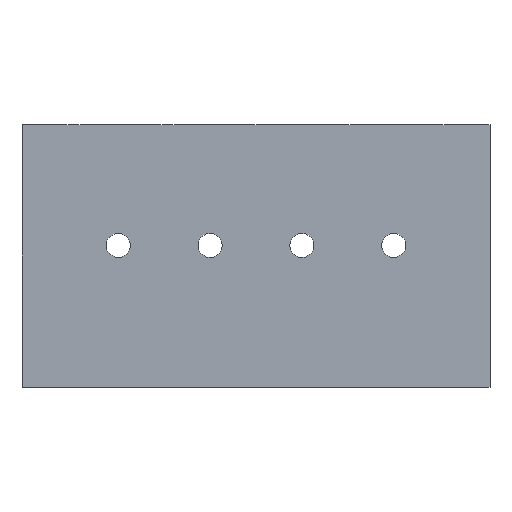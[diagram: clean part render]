
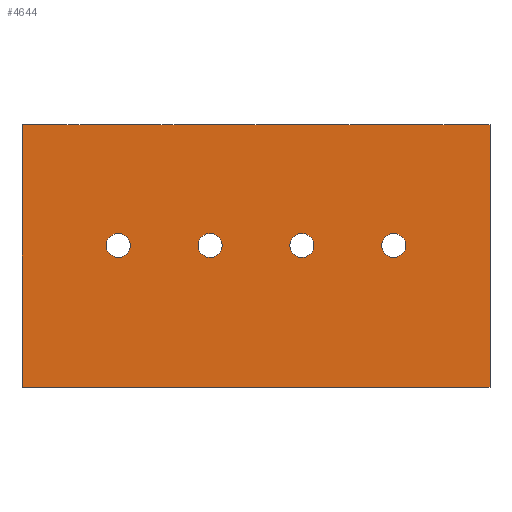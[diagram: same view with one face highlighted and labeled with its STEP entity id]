
A CAD part, front view. The second image highlights one B-rep face of the part: STEP entity #4644.
In plain terms, the highlighted planar face has unit normal (0, -1, 0).
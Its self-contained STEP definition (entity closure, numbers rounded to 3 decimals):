
#108 = DIRECTION ( 'NONE',  ( 0., 0., 1. ) ) ;
#112 = CIRCLE ( 'NONE', #2730, 1. ) ;
#116 = LINE ( 'NONE', #2417, #3083 ) ;
#170 = CIRCLE ( 'NONE', #4443, 1. ) ;
#192 = EDGE_LOOP ( 'NONE', ( #3090, #3825 ) ) ;
#222 = CIRCLE ( 'NONE', #3845, 1. ) ;
#260 = CARTESIAN_POINT ( 'NONE',  ( 14.215, 0., -10. ) ) ;
#297 = FACE_BOUND ( 'NONE', #5179, .T. ) ;
#454 = VERTEX_POINT ( 'NONE', #3210 ) ;
#503 = EDGE_CURVE ( 'NONE', #6086, #6011, #1468, .T. ) ;
#517 = EDGE_CURVE ( 'NONE', #3337, #2391, #222, .T. ) ;
#551 = ORIENTED_EDGE ( 'NONE', *, *, #5712, .F. ) ;
#656 = CARTESIAN_POINT ( 'NONE',  ( 29.455, 0., -10. ) ) ;
#691 = DIRECTION ( 'NONE',  ( 0., 0., 1. ) ) ;
#793 = DIRECTION ( 'NONE',  ( 0., 0., 1. ) ) ;
#842 = CARTESIAN_POINT ( 'NONE',  ( 14.215, 0., -11. ) ) ;
#873 = CIRCLE ( 'NONE', #4513, 1. ) ;
#1162 = VERTEX_POINT ( 'NONE', #6450 ) ;
#1166 = CARTESIAN_POINT ( 'NONE',  ( 36.05, 0., -21.75 ) ) ;
#1178 = DIRECTION ( 'NONE',  ( 0., 0., 1. ) ) ;
#1274 = LINE ( 'NONE', #6106, #2345 ) ;
#1288 = VECTOR ( 'NONE', #3120, 1000. ) ;
#1293 = CARTESIAN_POINT ( 'NONE',  ( 29.455, 0., -9. ) ) ;
#1298 = EDGE_CURVE ( 'NONE', #5513, #1162, #3214, .T. ) ;
#1340 = EDGE_CURVE ( 'NONE', #3385, #5305, #3057, .T. ) ;
#1379 = FACE_OUTER_BOUND ( 'NONE', #6808, .T. ) ;
#1384 = CARTESIAN_POINT ( 'NONE',  ( 21.835, 0., -9. ) ) ;
#1385 = DIRECTION ( 'NONE',  ( 0., 0., 1. ) ) ;
#1411 = DIRECTION ( 'NONE',  ( 0., 0., -1. ) ) ;
#1441 = CARTESIAN_POINT ( 'NONE',  ( 14.215, 0., -9. ) ) ;
#1468 = CIRCLE ( 'NONE', #2781, 1. ) ;
#1698 = ORIENTED_EDGE ( 'NONE', *, *, #4627, .F. ) ;
#1725 = EDGE_LOOP ( 'NONE', ( #4353, #4007 ) ) ;
#1732 = DIRECTION ( 'NONE',  ( 0., 0., 1. ) ) ;
#1806 = DIRECTION ( 'NONE',  ( 0., -1., 0. ) ) ;
#1907 = EDGE_CURVE ( 'NONE', #5183, #454, #3907, .T. ) ;
#1960 = ORIENTED_EDGE ( 'NONE', *, *, #517, .F. ) ;
#2210 = VERTEX_POINT ( 'NONE', #5893 ) ;
#2271 = DIRECTION ( 'NONE',  ( 0., 0., 1. ) ) ;
#2301 = CARTESIAN_POINT ( 'NONE',  ( 37.445, 0., -21.75 ) ) ;
#2319 = DIRECTION ( 'NONE',  ( 0., -1., 0. ) ) ;
#2345 = VECTOR ( 'NONE', #1411, 1000. ) ;
#2359 = CARTESIAN_POINT ( 'NONE',  ( 29.455, 0., -10. ) ) ;
#2391 = VERTEX_POINT ( 'NONE', #4757 ) ;
#2417 = CARTESIAN_POINT ( 'NONE',  ( -1.395, 0., -21.75 ) ) ;
#2449 = ORIENTED_EDGE ( 'NONE', *, *, #4284, .T. ) ;
#2452 = VECTOR ( 'NONE', #5842, 1000. ) ;
#2681 = EDGE_LOOP ( 'NONE', ( #5402, #6066 ) ) ;
#2730 = AXIS2_PLACEMENT_3D ( 'NONE', #260, #3931, #793 ) ;
#2745 = FACE_BOUND ( 'NONE', #192, .T. ) ;
#2781 = AXIS2_PLACEMENT_3D ( 'NONE', #3841, #3554, #1732 ) ;
#2923 = PLANE ( 'NONE',  #5122 ) ;
#3057 = CIRCLE ( 'NONE', #4289, 1. ) ;
#3083 = VECTOR ( 'NONE', #6083, 1000. ) ;
#3090 = ORIENTED_EDGE ( 'NONE', *, *, #5156, .F. ) ;
#3120 = DIRECTION ( 'NONE',  ( -1., 0., 0. ) ) ;
#3210 = CARTESIAN_POINT ( 'NONE',  ( -1.395, 0., -21.75 ) ) ;
#3214 = CIRCLE ( 'NONE', #3934, 1. ) ;
#3257 = DIRECTION ( 'NONE',  ( 0., -1., 0. ) ) ;
#3305 = CARTESIAN_POINT ( 'NONE',  ( 6.595, 0., -10. ) ) ;
#3337 = VERTEX_POINT ( 'NONE', #1293 ) ;
#3385 = VERTEX_POINT ( 'NONE', #5518 ) ;
#3554 = DIRECTION ( 'NONE',  ( 0., -1., 0. ) ) ;
#3566 = DIRECTION ( 'NONE',  ( 0., -1., 0. ) ) ;
#3643 = DIRECTION ( 'NONE',  ( 0., -1., 0. ) ) ;
#3825 = ORIENTED_EDGE ( 'NONE', *, *, #1298, .F. ) ;
#3828 = LINE ( 'NONE', #5320, #2452 ) ;
#3841 = CARTESIAN_POINT ( 'NONE',  ( 14.215, 0., -10. ) ) ;
#3845 = AXIS2_PLACEMENT_3D ( 'NONE', #2359, #3643, #6727 ) ;
#3907 = LINE ( 'NONE', #1166, #1288 ) ;
#3931 = DIRECTION ( 'NONE',  ( 0., -1., 0. ) ) ;
#3934 = AXIS2_PLACEMENT_3D ( 'NONE', #3305, #1806, #691 ) ;
#4007 = ORIENTED_EDGE ( 'NONE', *, *, #1340, .F. ) ;
#4158 = FACE_BOUND ( 'NONE', #2681, .T. ) ;
#4284 = EDGE_CURVE ( 'NONE', #2210, #5652, #3828, .T. ) ;
#4289 = AXIS2_PLACEMENT_3D ( 'NONE', #5431, #3566, #5693 ) ;
#4320 = DIRECTION ( 'NONE',  ( 0., -1., 0. ) ) ;
#4353 = ORIENTED_EDGE ( 'NONE', *, *, #6583, .F. ) ;
#4443 = AXIS2_PLACEMENT_3D ( 'NONE', #6408, #3257, #108 ) ;
#4513 = AXIS2_PLACEMENT_3D ( 'NONE', #5075, #2319, #2271 ) ;
#4525 = DIRECTION ( 'NONE',  ( 0., 1., 0. ) ) ;
#4557 = AXIS2_PLACEMENT_3D ( 'NONE', #656, #4320, #1178 ) ;
#4627 = EDGE_CURVE ( 'NONE', #454, #5652, #116, .T. ) ;
#4644 = ADVANCED_FACE ( 'NONE', ( #297, #5569, #4158, #2745, #1379 ), #2923, .F. ) ;
#4757 = CARTESIAN_POINT ( 'NONE',  ( 29.455, 0., -11. ) ) ;
#5033 = CARTESIAN_POINT ( 'NONE',  ( 36.05, 0., 0. ) ) ;
#5075 = CARTESIAN_POINT ( 'NONE',  ( 6.595, 0., -10. ) ) ;
#5091 = EDGE_CURVE ( 'NONE', #6011, #6086, #112, .T. ) ;
#5122 = AXIS2_PLACEMENT_3D ( 'NONE', #5033, #4525, #1385 ) ;
#5156 = EDGE_CURVE ( 'NONE', #1162, #5513, #873, .T. ) ;
#5179 = EDGE_LOOP ( 'NONE', ( #1960, #551 ) ) ;
#5183 = VERTEX_POINT ( 'NONE', #2301 ) ;
#5245 = ORIENTED_EDGE ( 'NONE', *, *, #1907, .F. ) ;
#5305 = VERTEX_POINT ( 'NONE', #1384 ) ;
#5320 = CARTESIAN_POINT ( 'NONE',  ( 36.05, 0., 0. ) ) ;
#5338 = EDGE_CURVE ( 'NONE', #2210, #5183, #1274, .T. ) ;
#5402 = ORIENTED_EDGE ( 'NONE', *, *, #503, .F. ) ;
#5431 = CARTESIAN_POINT ( 'NONE',  ( 21.835, 0., -10. ) ) ;
#5513 = VERTEX_POINT ( 'NONE', #5699 ) ;
#5518 = CARTESIAN_POINT ( 'NONE',  ( 21.835, 0., -11. ) ) ;
#5569 = FACE_BOUND ( 'NONE', #1725, .T. ) ;
#5586 = ORIENTED_EDGE ( 'NONE', *, *, #5338, .F. ) ;
#5635 = CIRCLE ( 'NONE', #4557, 1. ) ;
#5652 = VERTEX_POINT ( 'NONE', #6335 ) ;
#5693 = DIRECTION ( 'NONE',  ( 0., 0., 1. ) ) ;
#5699 = CARTESIAN_POINT ( 'NONE',  ( 6.595, 0., -11. ) ) ;
#5712 = EDGE_CURVE ( 'NONE', #2391, #3337, #5635, .T. ) ;
#5842 = DIRECTION ( 'NONE',  ( -1., 0., 0. ) ) ;
#5893 = CARTESIAN_POINT ( 'NONE',  ( 37.445, 0., 0. ) ) ;
#6011 = VERTEX_POINT ( 'NONE', #842 ) ;
#6066 = ORIENTED_EDGE ( 'NONE', *, *, #5091, .F. ) ;
#6083 = DIRECTION ( 'NONE',  ( 0., 0., 1. ) ) ;
#6086 = VERTEX_POINT ( 'NONE', #1441 ) ;
#6106 = CARTESIAN_POINT ( 'NONE',  ( 37.445, 0., 0. ) ) ;
#6335 = CARTESIAN_POINT ( 'NONE',  ( -1.395, 0., 0. ) ) ;
#6408 = CARTESIAN_POINT ( 'NONE',  ( 21.835, 0., -10. ) ) ;
#6450 = CARTESIAN_POINT ( 'NONE',  ( 6.595, 0., -9. ) ) ;
#6583 = EDGE_CURVE ( 'NONE', #5305, #3385, #170, .T. ) ;
#6727 = DIRECTION ( 'NONE',  ( 0., 0., 1. ) ) ;
#6808 = EDGE_LOOP ( 'NONE', ( #2449, #1698, #5245, #5586 ) ) ;
